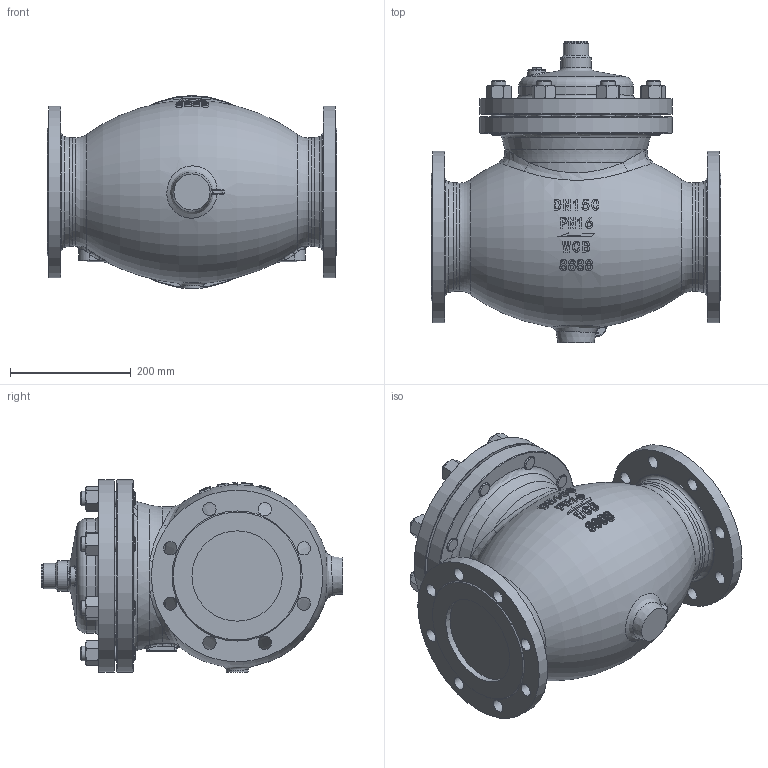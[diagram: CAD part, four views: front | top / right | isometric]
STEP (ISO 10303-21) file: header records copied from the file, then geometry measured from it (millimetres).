
FILE_DESCRIPTION (( 'STEP AP214' ), '1' );
FILE_NAME ('V230YLFRMFTJJGZJ.150.16-40 V230压力阀软密封调节机构组件0225.STEP', '2025-02-26T08:19:23', ( '' ), ( '' ), 'SwSTEP 2.0', 'SolidWorks 2020', '' );
FILE_SCHEMA (( 'AUTOMOTIVE_DESIGN' ));
Length unit declared in the file: millimetre
Products named in the file (1): V230YLFRMFTJJGZJ.150.16-40 V230压力阀软密封调节机构组件0225
Bounding box: 480 x 499.8 x 320 mm (x, y, z)
Volume: 32382030.9 mm3; surface area: 911882.8 mm2
Topology: 1 solids, 1 shells, 657 faces, 1570 edges, 964 vertices
Faces by surface type: plane 196, bspline 145, cone 138, cylinder 103, torus 73, sphere 2
Full cylindrical faces by diameter (mm): 2.6 x4, 3 x1, 20 x1, 22 x16, 24 x16, 30 x1, 38.9 x1, 41.9 x1, 50 x1, 150 x2, 180 x2, 190 x1, 195 x2, 239.8 x1, 285 x2, 320 x2
Entity records: 39606 total; most frequent: CARTESIAN_POINT 20484, ORIENTED_EDGE 2766, DIRECTION 2170, EDGE_CURVE 1383, AXIS2_PLACEMENT_3D 960, VERTEX_POINT 901, EDGE_LOOP 876, FACE_OUTER_BOUND 733
